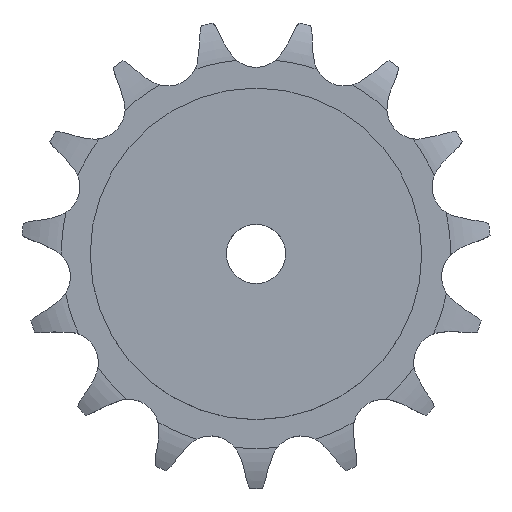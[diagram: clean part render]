
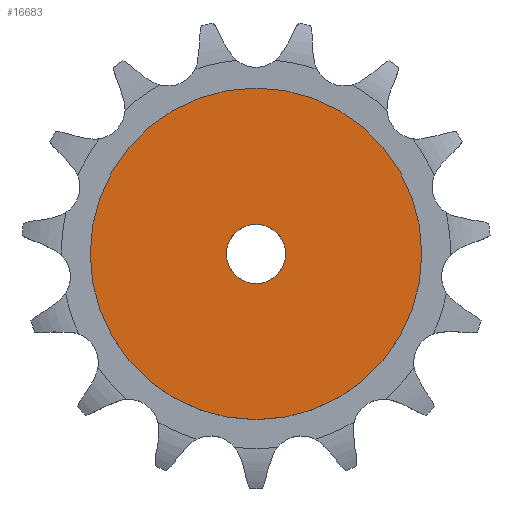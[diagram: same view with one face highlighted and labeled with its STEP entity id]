
A CAD part, top view. The second image highlights one B-rep face of the part: STEP entity #16683.
In plain terms, the highlighted planar face has unit normal (0, 0, 1).
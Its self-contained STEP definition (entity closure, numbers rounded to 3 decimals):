
#2439 = CYLINDRICAL_SURFACE('',#2440,70.);
#2440 = AXIS2_PLACEMENT_3D('',#2441,#2442,#2443);
#2441 = CARTESIAN_POINT('',(0.,0.,0.));
#2442 = DIRECTION('',(-0.,-0.,-1.));
#2443 = DIRECTION('',(1.,0.,0.));
#10750 = VERTEX_POINT('',#10751);
#10751 = CARTESIAN_POINT('',(70.,0.,50.));
#10772 = EDGE_CURVE('',#10750,#10750,#10773,.T.);
#10773 = SURFACE_CURVE('',#10774,(#10779,#10786),.PCURVE_S1.);
#10774 = CIRCLE('',#10775,70.);
#10775 = AXIS2_PLACEMENT_3D('',#10776,#10777,#10778);
#10776 = CARTESIAN_POINT('',(0.,0.,50.));
#10777 = DIRECTION('',(0.,0.,1.));
#10778 = DIRECTION('',(1.,0.,0.));
#10779 = PCURVE('',#2439,#10780);
#10780 = DEFINITIONAL_REPRESENTATION('',(#10781),#10785);
#10781 = LINE('',#10782,#10783);
#10782 = CARTESIAN_POINT('',(-0.,-50.));
#10783 = VECTOR('',#10784,1.);
#10784 = DIRECTION('',(-1.,0.));
#10785 = ( GEOMETRIC_REPRESENTATION_CONTEXT(2) 
PARAMETRIC_REPRESENTATION_CONTEXT() REPRESENTATION_CONTEXT('2D SPACE',''
  ) );
#10786 = PCURVE('',#10787,#10792);
#10787 = PLANE('',#10788);
#10788 = AXIS2_PLACEMENT_3D('',#10789,#10790,#10791);
#10789 = CARTESIAN_POINT('',(0.,0.,50.)
  );
#10790 = DIRECTION('',(0.,0.,1.));
#10791 = DIRECTION('',(1.,0.,0.));
#10792 = DEFINITIONAL_REPRESENTATION('',(#10793),#10797);
#10793 = CIRCLE('',#10794,70.);
#10794 = AXIS2_PLACEMENT_2D('',#10795,#10796);
#10795 = CARTESIAN_POINT('',(0.,0.));
#10796 = DIRECTION('',(1.,0.));
#10797 = ( GEOMETRIC_REPRESENTATION_CONTEXT(2) 
PARAMETRIC_REPRESENTATION_CONTEXT() REPRESENTATION_CONTEXT('2D SPACE',''
  ) );
#14306 = CYLINDRICAL_SURFACE('',#14307,12.5);
#14307 = AXIS2_PLACEMENT_3D('',#14308,#14309,#14310);
#14308 = CARTESIAN_POINT('',(0.,0.,317.241));
#14309 = DIRECTION('',(0.,0.,1.));
#14310 = DIRECTION('',(1.,0.,0.));
#16683 = ADVANCED_FACE('',(#16684,#16687),#10787,.T.);
#16684 = FACE_BOUND('',#16685,.T.);
#16685 = EDGE_LOOP('',(#16686));
#16686 = ORIENTED_EDGE('',*,*,#10772,.T.);
#16687 = FACE_BOUND('',#16688,.T.);
#16688 = EDGE_LOOP('',(#16689));
#16689 = ORIENTED_EDGE('',*,*,#16690,.F.);
#16690 = EDGE_CURVE('',#16691,#16691,#16693,.T.);
#16691 = VERTEX_POINT('',#16692);
#16692 = CARTESIAN_POINT('',(12.5,0.,50.));
#16693 = SURFACE_CURVE('',#16694,(#16699,#16706),.PCURVE_S1.);
#16694 = CIRCLE('',#16695,12.5);
#16695 = AXIS2_PLACEMENT_3D('',#16696,#16697,#16698);
#16696 = CARTESIAN_POINT('',(0.,0.,50.));
#16697 = DIRECTION('',(0.,0.,1.));
#16698 = DIRECTION('',(1.,0.,0.));
#16699 = PCURVE('',#10787,#16700);
#16700 = DEFINITIONAL_REPRESENTATION('',(#16701),#16705);
#16701 = CIRCLE('',#16702,12.5);
#16702 = AXIS2_PLACEMENT_2D('',#16703,#16704);
#16703 = CARTESIAN_POINT('',(0.,0.));
#16704 = DIRECTION('',(1.,0.));
#16705 = ( GEOMETRIC_REPRESENTATION_CONTEXT(2) 
PARAMETRIC_REPRESENTATION_CONTEXT() REPRESENTATION_CONTEXT('2D SPACE',''
  ) );
#16706 = PCURVE('',#14306,#16707);
#16707 = DEFINITIONAL_REPRESENTATION('',(#16708),#16712);
#16708 = LINE('',#16709,#16710);
#16709 = CARTESIAN_POINT('',(0.,-267.241));
#16710 = VECTOR('',#16711,1.);
#16711 = DIRECTION('',(1.,0.));
#16712 = ( GEOMETRIC_REPRESENTATION_CONTEXT(2) 
PARAMETRIC_REPRESENTATION_CONTEXT() REPRESENTATION_CONTEXT('2D SPACE',''
  ) );
